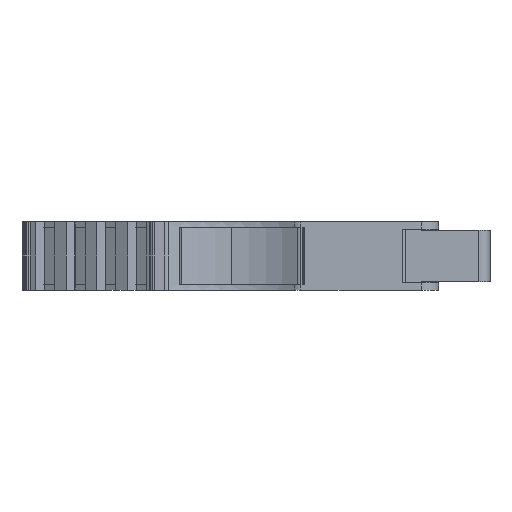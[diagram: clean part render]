
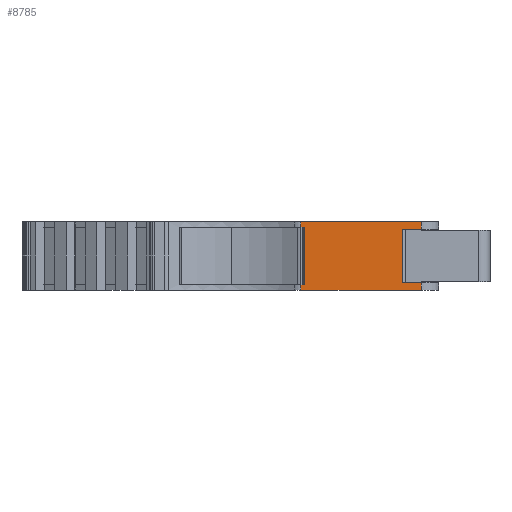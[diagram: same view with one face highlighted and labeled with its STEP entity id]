
A CAD part, left-side view. The second image highlights one B-rep face of the part: STEP entity #8785.
In plain terms, the highlighted planar face has unit normal (-1, 0, 0).
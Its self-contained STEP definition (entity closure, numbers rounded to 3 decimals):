
#35 = CARTESIAN_POINT ( 'NONE',  ( -21.485, -16.141, -0.133 ) ) ;
#161 = EDGE_CURVE ( 'NONE', #2528, #6593, #7829, .T. ) ;
#393 = VECTOR ( 'NONE', #3847, 1000. ) ;
#398 = EDGE_LOOP ( 'NONE', ( #454, #1261, #5556, #9967, #5686, #6083, #7563, #7956, #2592, #6900, #7011, #6633 ) ) ;
#439 = AXIS2_PLACEMENT_3D ( 'NONE', #1616, #1144, #1183 ) ;
#454 = ORIENTED_EDGE ( 'NONE', *, *, #5149, .T. ) ;
#478 = VERTEX_POINT ( 'NONE', #2792 ) ;
#543 = FACE_OUTER_BOUND ( 'NONE', #398, .T. ) ;
#873 = DIRECTION ( 'NONE',  ( 0., 0., 1. ) ) ;
#959 = LINE ( 'NONE', #6375, #9311 ) ;
#1040 = LINE ( 'NONE', #7590, #9380 ) ;
#1098 = EDGE_CURVE ( 'NONE', #478, #6895, #959, .T. ) ;
#1102 = CARTESIAN_POINT ( 'NONE',  ( -21.485, -5.567, -0.133 ) ) ;
#1144 = DIRECTION ( 'NONE',  ( 1., 0., 0. ) ) ;
#1183 = DIRECTION ( 'NONE',  ( 0., 0., -1. ) ) ;
#1261 = ORIENTED_EDGE ( 'NONE', *, *, #8531, .F. ) ;
#1305 = VECTOR ( 'NONE', #4130, 1000. ) ;
#1380 = VECTOR ( 'NONE', #5917, 1000. ) ;
#1522 = CARTESIAN_POINT ( 'NONE',  ( -21.485, -5.567, -3.133 ) ) ;
#1598 = LINE ( 'NONE', #4012, #1305 ) ;
#1616 = CARTESIAN_POINT ( 'NONE',  ( -21.485, -5.567, -0.133 ) ) ;
#1725 = LINE ( 'NONE', #1102, #9947 ) ;
#2371 = EDGE_CURVE ( 'NONE', #5667, #3570, #1040, .T. ) ;
#2528 = VERTEX_POINT ( 'NONE', #4204 ) ;
#2592 = ORIENTED_EDGE ( 'NONE', *, *, #2984, .T. ) ;
#2620 = DIRECTION ( 'NONE',  ( 0., -1., 0. ) ) ;
#2622 = VECTOR ( 'NONE', #8575, 1000. ) ;
#2747 = VECTOR ( 'NONE', #9348, 1000. ) ;
#2792 = CARTESIAN_POINT ( 'NONE',  ( -21.485, -14.505, -2.483 ) ) ;
#2801 = CARTESIAN_POINT ( 'NONE',  ( -21.485, -14.505, 2.217 ) ) ;
#2871 = CARTESIAN_POINT ( 'NONE',  ( -21.485, -5.567, 2.367 ) ) ;
#2984 = EDGE_CURVE ( 'NONE', #2528, #6059, #9268, .T. ) ;
#2990 = LINE ( 'NONE', #35, #393 ) ;
#3043 = LINE ( 'NONE', #6619, #2747 ) ;
#3164 = DIRECTION ( 'NONE',  ( 0., 0., 1. ) ) ;
#3283 = CARTESIAN_POINT ( 'NONE',  ( -21.485, -16.141, -0.133 ) ) ;
#3529 = PLANE ( 'NONE',  #439 ) ;
#3570 = VERTEX_POINT ( 'NONE', #2871 ) ;
#3847 = DIRECTION ( 'NONE',  ( 0., 0., -1. ) ) ;
#4012 = CARTESIAN_POINT ( 'NONE',  ( -21.485, -5.906, -2.633 ) ) ;
#4130 = DIRECTION ( 'NONE',  ( 0., 0., 1. ) ) ;
#4204 = CARTESIAN_POINT ( 'NONE',  ( -21.485, -5.567, -2.633 ) ) ;
#4212 = VERTEX_POINT ( 'NONE', #7028 ) ;
#4276 = CARTESIAN_POINT ( 'NONE',  ( -21.485, -16.141, 2.867 ) ) ;
#4313 = LINE ( 'NONE', #3283, #6397 ) ;
#4432 = DIRECTION ( 'NONE',  ( 0., 1., 0. ) ) ;
#4609 = VECTOR ( 'NONE', #2620, 1000. ) ;
#4626 = CARTESIAN_POINT ( 'NONE',  ( -21.485, -14.505, 2.217 ) ) ;
#4795 = EDGE_CURVE ( 'NONE', #6593, #5667, #1598, .T. ) ;
#4878 = EDGE_CURVE ( 'NONE', #3570, #5257, #1725, .T. ) ;
#4952 = LINE ( 'NONE', #8673, #2622 ) ;
#5127 = CARTESIAN_POINT ( 'NONE',  ( -21.485, -5.906, 2.367 ) ) ;
#5149 = EDGE_CURVE ( 'NONE', #478, #10302, #4952, .T. ) ;
#5257 = VERTEX_POINT ( 'NONE', #6444 ) ;
#5394 = DIRECTION ( 'NONE',  ( 0., -1., 0. ) ) ;
#5450 = EDGE_CURVE ( 'NONE', #8407, #5257, #3043, .T. ) ;
#5556 = ORIENTED_EDGE ( 'NONE', *, *, #10286, .T. ) ;
#5645 = CARTESIAN_POINT ( 'NONE',  ( -21.485, -5.567, -0.133 ) ) ;
#5667 = VERTEX_POINT ( 'NONE', #5127 ) ;
#5686 = ORIENTED_EDGE ( 'NONE', *, *, #4878, .F. ) ;
#5865 = LINE ( 'NONE', #4626, #1380 ) ;
#5917 = DIRECTION ( 'NONE',  ( 0., 1., 0. ) ) ;
#6059 = VERTEX_POINT ( 'NONE', #9395 ) ;
#6083 = ORIENTED_EDGE ( 'NONE', *, *, #2371, .F. ) ;
#6205 = CARTESIAN_POINT ( 'NONE',  ( -21.485, -5.906, -2.633 ) ) ;
#6293 = EDGE_CURVE ( 'NONE', #6059, #9226, #8731, .T. ) ;
#6375 = CARTESIAN_POINT ( 'NONE',  ( -21.485, -14.505, -2.483 ) ) ;
#6397 = VECTOR ( 'NONE', #3164, 1000. ) ;
#6444 = CARTESIAN_POINT ( 'NONE',  ( -21.485, -5.567, 2.867 ) ) ;
#6593 = VERTEX_POINT ( 'NONE', #9477 ) ;
#6619 = CARTESIAN_POINT ( 'NONE',  ( -21.485, -5.567, 2.867 ) ) ;
#6633 = ORIENTED_EDGE ( 'NONE', *, *, #1098, .F. ) ;
#6895 = VERTEX_POINT ( 'NONE', #7070 ) ;
#6900 = ORIENTED_EDGE ( 'NONE', *, *, #6293, .T. ) ;
#7011 = ORIENTED_EDGE ( 'NONE', *, *, #8859, .F. ) ;
#7028 = CARTESIAN_POINT ( 'NONE',  ( -21.485, -16.141, 2.217 ) ) ;
#7070 = CARTESIAN_POINT ( 'NONE',  ( -21.485, -16.141, -2.483 ) ) ;
#7253 = VECTOR ( 'NONE', #10275, 1000. ) ;
#7563 = ORIENTED_EDGE ( 'NONE', *, *, #4795, .F. ) ;
#7590 = CARTESIAN_POINT ( 'NONE',  ( -21.485, -5.906, 2.367 ) ) ;
#7829 = LINE ( 'NONE', #6205, #8031 ) ;
#7956 = ORIENTED_EDGE ( 'NONE', *, *, #161, .F. ) ;
#8031 = VECTOR ( 'NONE', #8096, 1000. ) ;
#8096 = DIRECTION ( 'NONE',  ( 0., -1., 0. ) ) ;
#8407 = VERTEX_POINT ( 'NONE', #4276 ) ;
#8531 = EDGE_CURVE ( 'NONE', #4212, #10302, #5865, .T. ) ;
#8575 = DIRECTION ( 'NONE',  ( 0., 0., 1. ) ) ;
#8673 = CARTESIAN_POINT ( 'NONE',  ( -21.485, -14.505, -2.483 ) ) ;
#8731 = LINE ( 'NONE', #1522, #4609 ) ;
#8785 = ADVANCED_FACE ( 'NONE', ( #543 ), #3529, .F. ) ;
#8859 = EDGE_CURVE ( 'NONE', #6895, #9226, #2990, .T. ) ;
#9226 = VERTEX_POINT ( 'NONE', #9314 ) ;
#9268 = LINE ( 'NONE', #5645, #7253 ) ;
#9311 = VECTOR ( 'NONE', #5394, 1000. ) ;
#9314 = CARTESIAN_POINT ( 'NONE',  ( -21.485, -16.141, -3.133 ) ) ;
#9348 = DIRECTION ( 'NONE',  ( 0., 1., 0. ) ) ;
#9380 = VECTOR ( 'NONE', #4432, 1000. ) ;
#9395 = CARTESIAN_POINT ( 'NONE',  ( -21.485, -5.567, -3.133 ) ) ;
#9477 = CARTESIAN_POINT ( 'NONE',  ( -21.485, -5.906, -2.633 ) ) ;
#9947 = VECTOR ( 'NONE', #873, 1000. ) ;
#9967 = ORIENTED_EDGE ( 'NONE', *, *, #5450, .T. ) ;
#10275 = DIRECTION ( 'NONE',  ( 0., 0., -1. ) ) ;
#10286 = EDGE_CURVE ( 'NONE', #4212, #8407, #4313, .T. ) ;
#10302 = VERTEX_POINT ( 'NONE', #2801 ) ;
